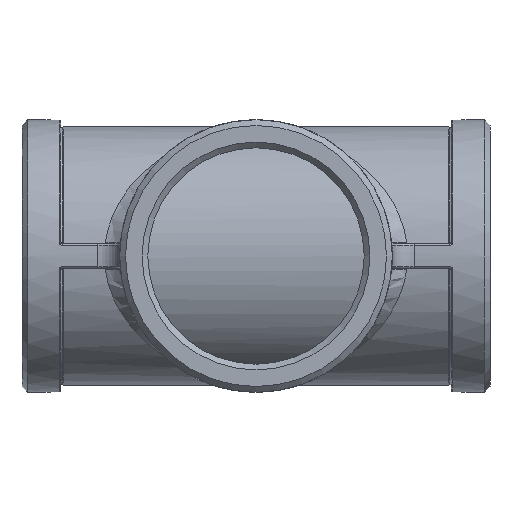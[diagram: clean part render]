
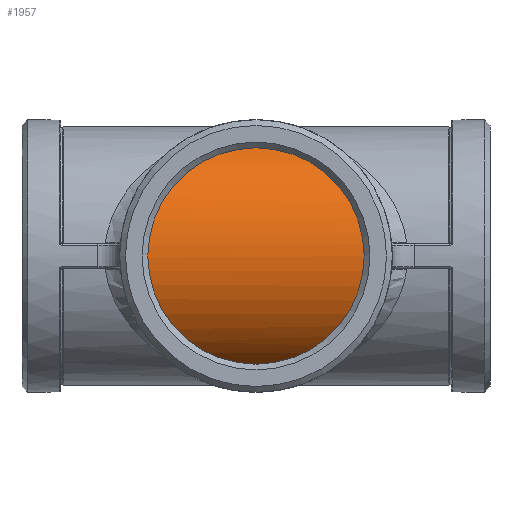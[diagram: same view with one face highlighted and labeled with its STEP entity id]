
A CAD part, front view. The second image highlights one B-rep face of the part: STEP entity #1957.
In plain terms, the highlighted cylindrical face has radius 26.9 mm (diameter 53.8 mm), a partial arc.
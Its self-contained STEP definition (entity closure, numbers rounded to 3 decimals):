
#278=B_SPLINE_CURVE_WITH_KNOTS('',3,(#3124,#3125,#3126,#3127,#3128,#3129,
#3130,#3131,#3132,#3133,#3134,#3135,#3136,#3137,#3138,#3139,#3140,#3141,
#3142,#3143,#3144,#3145,#3146,#3147,#3148,#3149,#3150,#3151,#3152,#3153,
#3154,#3155,#3156,#3157,#3158,#3159,#3160,#3161,#3162,#3163,#3164,#3165,
#3166,#3167,#3168,#3169,#3170,#3171,#3172,#3173,#3174,#3175,#3176,#3177,
#3178,#3179,#3180,#3181,#3182,#3183,#3184,#3185,#3186,#3187,#3188,#3189),
 .UNSPECIFIED.,.T.,.F.,(4,2,2,2,2,2,2,2,2,2,2,2,2,2,2,2,2,2,2,2,2,2,2,2,
2,2,2,2,2,2,2,2,4),(0.,0.533,1.067,1.6,
2.133,2.627,3.12,3.613,4.106,
4.599,5.092,5.585,6.078,6.611,
7.145,7.678,8.211,8.745,9.278,
9.811,10.345,10.838,11.331,11.824,
12.317,12.81,13.303,13.796,14.289,
14.823,15.356,15.889,16.423),
 .UNSPECIFIED.);
#336=CYLINDRICAL_SURFACE('',#2114,26.9);
#389=FACE_OUTER_BOUND('',#532,.T.);
#532=EDGE_LOOP('',(#1342));
#858=VERTEX_POINT('',#3123);
#1041=EDGE_CURVE('',#858,#858,#278,.T.);
#1342=ORIENTED_EDGE('',*,*,#1041,.F.);
#1957=ADVANCED_FACE('',(#389),#336,.T.);
#2114=AXIS2_PLACEMENT_3D('',#3122,#2414,#2415);
#2414=DIRECTION('center_axis',(1.,0.,0.));
#2415=DIRECTION('ref_axis',(0.,-1.,0.));
#3122=CARTESIAN_POINT('Origin',(0.,0.,0.));
#3123=CARTESIAN_POINT('',(0.,-11.432,24.35));
#3124=CARTESIAN_POINT('Ctrl Pts',(0.,-11.432,
24.35));
#3125=CARTESIAN_POINT('Ctrl Pts',(1.778,-11.432,24.35));
#3126=CARTESIAN_POINT('Ctrl Pts',(3.43,-11.848,24.161));
#3127=CARTESIAN_POINT('Ctrl Pts',(6.583,-13.113,23.498));
#3128=CARTESIAN_POINT('Ctrl Pts',(8.085,-13.958,23.022));
#3129=CARTESIAN_POINT('Ctrl Pts',(10.972,-15.806,21.795));
#3130=CARTESIAN_POINT('Ctrl Pts',(12.35,-16.809,21.043));
#3131=CARTESIAN_POINT('Ctrl Pts',(14.932,-18.788,19.297));
#3132=CARTESIAN_POINT('Ctrl Pts',(16.135,-19.765,18.301));
#3133=CARTESIAN_POINT('Ctrl Pts',(18.219,-21.502,16.217));
#3134=CARTESIAN_POINT('Ctrl Pts',(19.188,-22.331,15.071));
#3135=CARTESIAN_POINT('Ctrl Pts',(20.939,-23.852,12.525));
#3136=CARTESIAN_POINT('Ctrl Pts',(21.72,-24.543,11.126));
#3137=CARTESIAN_POINT('Ctrl Pts',(23.004,-25.687,8.146));
#3138=CARTESIAN_POINT('Ctrl Pts',(23.508,-26.14,6.561));
#3139=CARTESIAN_POINT('Ctrl Pts',(24.181,-26.747,3.31));
#3140=CARTESIAN_POINT('Ctrl Pts',(24.35,-26.9,1.644));
#3141=CARTESIAN_POINT('Ctrl Pts',(24.35,-26.9,-1.644));
#3142=CARTESIAN_POINT('Ctrl Pts',(24.181,-26.747,-3.31));
#3143=CARTESIAN_POINT('Ctrl Pts',(23.508,-26.14,-6.561));
#3144=CARTESIAN_POINT('Ctrl Pts',(23.004,-25.687,-8.146));
#3145=CARTESIAN_POINT('Ctrl Pts',(21.72,-24.543,-11.126));
#3146=CARTESIAN_POINT('Ctrl Pts',(20.939,-23.852,-12.525));
#3147=CARTESIAN_POINT('Ctrl Pts',(19.188,-22.331,-15.071));
#3148=CARTESIAN_POINT('Ctrl Pts',(18.219,-21.502,-16.217));
#3149=CARTESIAN_POINT('Ctrl Pts',(16.135,-19.765,-18.301));
#3150=CARTESIAN_POINT('Ctrl Pts',(14.932,-18.788,-19.297));
#3151=CARTESIAN_POINT('Ctrl Pts',(12.35,-16.809,-21.043));
#3152=CARTESIAN_POINT('Ctrl Pts',(10.972,-15.806,-21.795));
#3153=CARTESIAN_POINT('Ctrl Pts',(8.085,-13.958,-23.022));
#3154=CARTESIAN_POINT('Ctrl Pts',(6.583,-13.113,-23.498));
#3155=CARTESIAN_POINT('Ctrl Pts',(3.43,-11.848,-24.161));
#3156=CARTESIAN_POINT('Ctrl Pts',(1.778,-11.432,-24.35));
#3157=CARTESIAN_POINT('Ctrl Pts',(-1.778,-11.432,-24.35));
#3158=CARTESIAN_POINT('Ctrl Pts',(-3.43,-11.848,-24.161));
#3159=CARTESIAN_POINT('Ctrl Pts',(-6.583,-13.113,-23.498));
#3160=CARTESIAN_POINT('Ctrl Pts',(-8.085,-13.958,-23.022));
#3161=CARTESIAN_POINT('Ctrl Pts',(-10.972,-15.806,-21.795));
#3162=CARTESIAN_POINT('Ctrl Pts',(-12.35,-16.809,-21.043));
#3163=CARTESIAN_POINT('Ctrl Pts',(-14.932,-18.788,-19.297));
#3164=CARTESIAN_POINT('Ctrl Pts',(-16.135,-19.765,-18.301));
#3165=CARTESIAN_POINT('Ctrl Pts',(-18.219,-21.502,-16.217));
#3166=CARTESIAN_POINT('Ctrl Pts',(-19.188,-22.331,-15.071));
#3167=CARTESIAN_POINT('Ctrl Pts',(-20.939,-23.852,-12.525));
#3168=CARTESIAN_POINT('Ctrl Pts',(-21.72,-24.543,-11.126));
#3169=CARTESIAN_POINT('Ctrl Pts',(-23.004,-25.687,-8.146));
#3170=CARTESIAN_POINT('Ctrl Pts',(-23.508,-26.14,-6.561));
#3171=CARTESIAN_POINT('Ctrl Pts',(-24.181,-26.747,-3.31));
#3172=CARTESIAN_POINT('Ctrl Pts',(-24.35,-26.9,-1.644));
#3173=CARTESIAN_POINT('Ctrl Pts',(-24.35,-26.9,1.644));
#3174=CARTESIAN_POINT('Ctrl Pts',(-24.181,-26.747,3.31));
#3175=CARTESIAN_POINT('Ctrl Pts',(-23.508,-26.14,6.561));
#3176=CARTESIAN_POINT('Ctrl Pts',(-23.004,-25.687,8.146));
#3177=CARTESIAN_POINT('Ctrl Pts',(-21.72,-24.543,11.126));
#3178=CARTESIAN_POINT('Ctrl Pts',(-20.939,-23.852,12.525));
#3179=CARTESIAN_POINT('Ctrl Pts',(-19.188,-22.331,15.071));
#3180=CARTESIAN_POINT('Ctrl Pts',(-18.219,-21.502,16.217));
#3181=CARTESIAN_POINT('Ctrl Pts',(-16.135,-19.765,18.301));
#3182=CARTESIAN_POINT('Ctrl Pts',(-14.932,-18.788,19.297));
#3183=CARTESIAN_POINT('Ctrl Pts',(-12.35,-16.809,21.043));
#3184=CARTESIAN_POINT('Ctrl Pts',(-10.972,-15.806,21.795));
#3185=CARTESIAN_POINT('Ctrl Pts',(-8.085,-13.958,23.022));
#3186=CARTESIAN_POINT('Ctrl Pts',(-6.583,-13.113,23.498));
#3187=CARTESIAN_POINT('Ctrl Pts',(-3.43,-11.848,24.161));
#3188=CARTESIAN_POINT('Ctrl Pts',(-1.778,-11.432,24.35));
#3189=CARTESIAN_POINT('Ctrl Pts',(0.,-11.432,
24.35));
